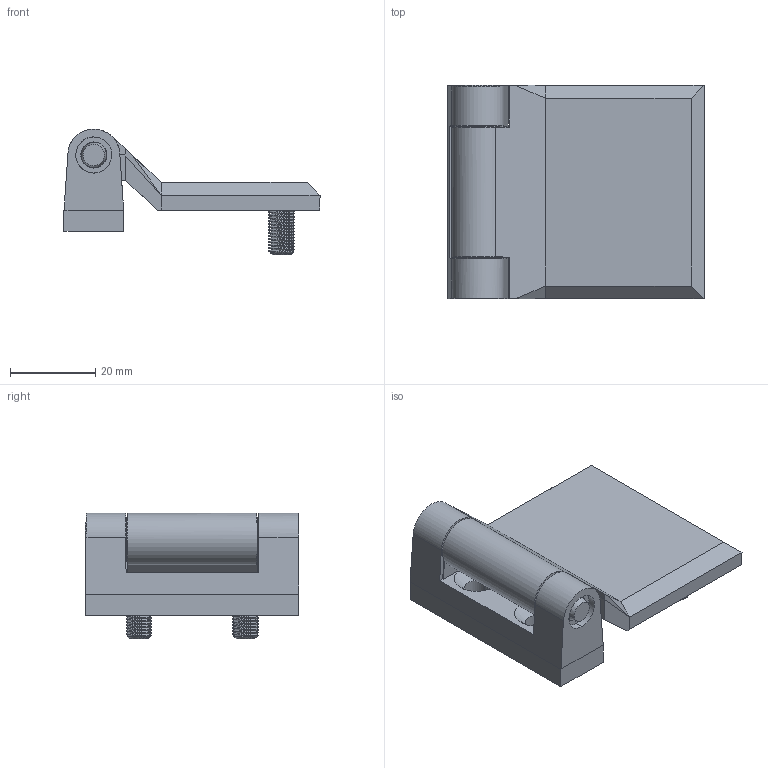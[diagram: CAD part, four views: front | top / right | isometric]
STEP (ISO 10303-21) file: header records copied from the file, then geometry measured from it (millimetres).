
FILE_DESCRIPTION (( 'STEP AP203' ), '1' );
FILE_NAME ('MK16.1.2.V1.05.STEP', '2022-06-28T13:21:19', ( '' ), ( '' ), 'SwSTEP 2.0', 'SolidWorks 2021', '' );
FILE_SCHEMA (( 'CONFIG_CONTROL_DESIGN' ));
Length unit declared in the file: millimetre
Products named in the file (1): MK16.1.2.V1.05
Bounding box: 60 x 50.09 x 29.5 mm (x, y, z)
Surface area: 14238.1 mm2 (no closed solid volume)
Topology: 0 solids, 6 shells, 268 faces, 786 edges, 530 vertices
Faces by surface type: plane 115, cylinder 87, cone 44, torus 14, sphere 4, bspline 4
Entity records: 13874 total; most frequent: CARTESIAN_POINT 7185, ORIENTED_EDGE 1462, DIRECTION 1224, EDGE_CURVE 786, VERTEX_POINT 530, AXIS2_PLACEMENT_3D 421, VECTOR 382, LINE 382
